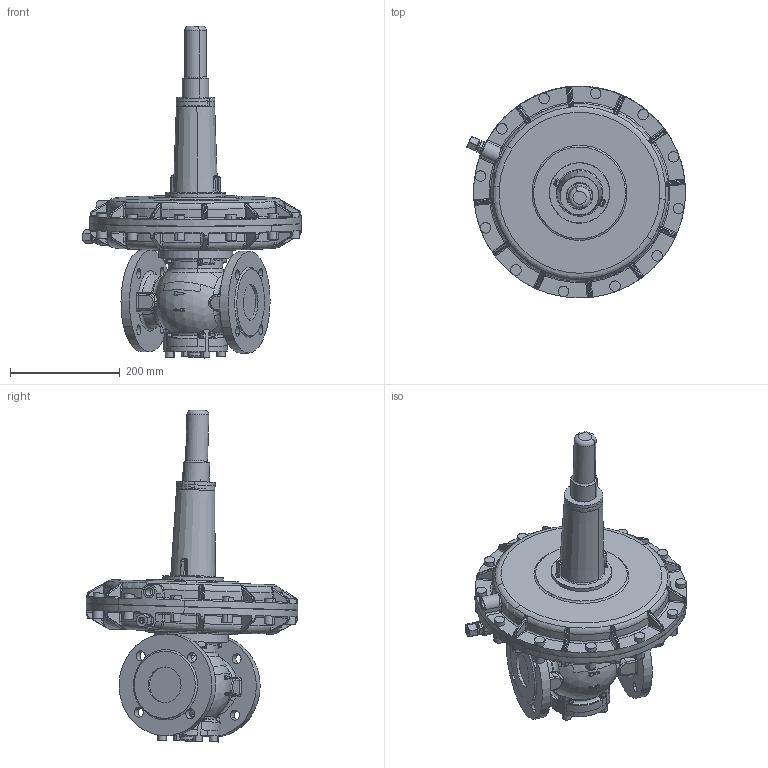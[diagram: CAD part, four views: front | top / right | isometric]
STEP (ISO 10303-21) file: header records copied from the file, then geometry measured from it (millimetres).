
FILE_DESCRIPTION(('CATIA V5 STEP'),'2;1');
FILE_NAME('R 101 DN 065-390-HDS.stp','2014-03-28T12:37:58+00:00',('none'),('none'),'CATIA Version 5 Release 19 SP 9 (IN-10)','CATIA V5 STEP AP203 Edition 2','none');
FILE_SCHEMA(('AP203_CONFIGURATION_CONTROLLED_3D_DESIGN_OF_MECHANICAL_PARTS_AND_ASSEMBLIES_MIM_LF { 1 0 10303 403 2 1 2}'));
Products named in the file (5): Product1; R 101 DN 065-385; Produkt1; 8630H1; 8630H
Assembly tree (4 placements, depth 3):
  Product1
    R 101 DN 065-385
    Produkt1
      8630H1
      8630H
Bounding box: 397.81 x 385.36 x 603.77 mm (x, y, z)
Volume: 13172369 mm3; surface area: 662800.9 mm2
Topology: 3 solids, 12 shells, 1913 faces, 4639 edges, 2683 vertices
Faces by surface type: cylinder 542, bspline 471, torus 468, plane 255, sphere 93, cone 80, revolution 4
Entity records: 86777 total; most frequent: CARTESIAN_POINT 50001, ORIENTED_EDGE 9040, DIRECTION 4764, EDGE_CURVE 4520, AXIS2_PLACEMENT_3D 2822, VERTEX_POINT 2683, EDGE_LOOP 1991, B_SPLINE_CURVE_WITH_KNOTS 1936
